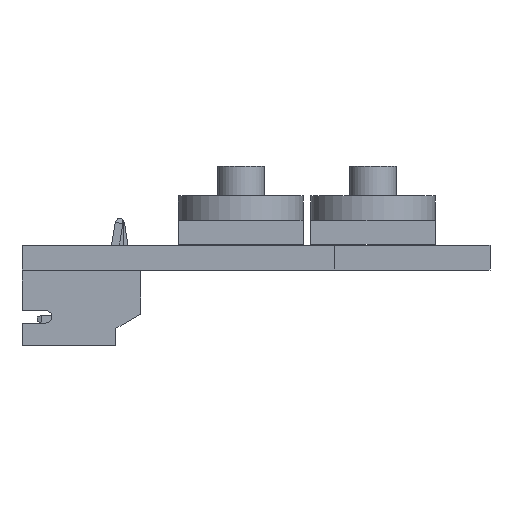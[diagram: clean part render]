
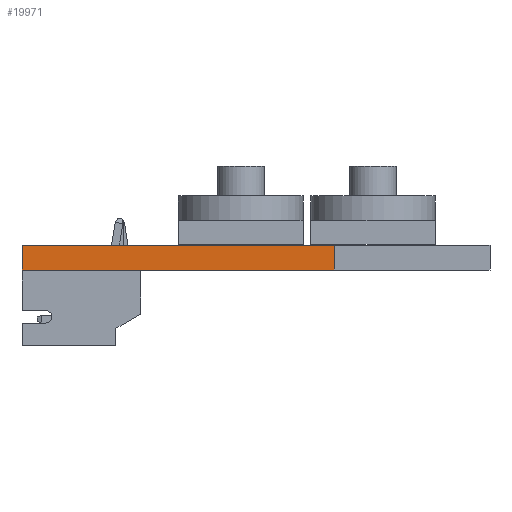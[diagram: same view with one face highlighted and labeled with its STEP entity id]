
A CAD part, front view. The second image highlights one B-rep face of the part: STEP entity #19971.
In plain terms, the highlighted planar face has unit normal (0, -1, 0).
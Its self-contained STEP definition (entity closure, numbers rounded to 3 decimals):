
#11083 = PLANE('',#11084);
#11084 = AXIS2_PLACEMENT_3D('',#11085,#11086,#11087);
#11085 = CARTESIAN_POINT('',(131.796,-91.571,1.6));
#11086 = DIRECTION('',(-0.,-0.,-1.));
#11087 = DIRECTION('',(-1.,0.,0.));
#11137 = PLANE('',#11138);
#11138 = AXIS2_PLACEMENT_3D('',#11139,#11140,#11141);
#11139 = CARTESIAN_POINT('',(131.796,-91.571,0.));
#11140 = DIRECTION('',(-0.,-0.,-1.));
#11141 = DIRECTION('',(-1.,0.,0.));
#11330 = VERTEX_POINT('',#11331);
#11331 = CARTESIAN_POINT('',(137.61,-142.73,0.));
#11345 = PLANE('',#11346);
#11346 = AXIS2_PLACEMENT_3D('',#11347,#11348,#11349);
#11347 = CARTESIAN_POINT('',(137.61,-100.23,0.));
#11348 = DIRECTION('',(1.,0.,-0.));
#11349 = DIRECTION('',(0.,-1.,0.));
#11357 = EDGE_CURVE('',#11330,#11358,#11360,.T.);
#11358 = VERTEX_POINT('',#11359);
#11359 = CARTESIAN_POINT('',(117.6,-142.73,0.));
#11360 = SURFACE_CURVE('',#11361,(#11365,#11372),.PCURVE_S1.);
#11361 = LINE('',#11362,#11363);
#11362 = CARTESIAN_POINT('',(137.61,-142.73,0.));
#11363 = VECTOR('',#11364,1.);
#11364 = DIRECTION('',(-1.,0.,0.));
#11365 = PCURVE('',#11137,#11366);
#11366 = DEFINITIONAL_REPRESENTATION('',(#11367),#11371);
#11367 = LINE('',#11368,#11369);
#11368 = CARTESIAN_POINT('',(-5.814,-51.159));
#11369 = VECTOR('',#11370,1.);
#11370 = DIRECTION('',(1.,0.));
#11371 = ( GEOMETRIC_REPRESENTATION_CONTEXT(2) 
PARAMETRIC_REPRESENTATION_CONTEXT() REPRESENTATION_CONTEXT('2D SPACE',''
  ) );
#11372 = PCURVE('',#11373,#11378);
#11373 = PLANE('',#11374);
#11374 = AXIS2_PLACEMENT_3D('',#11375,#11376,#11377);
#11375 = CARTESIAN_POINT('',(137.61,-142.73,0.));
#11376 = DIRECTION('',(0.,-1.,0.));
#11377 = DIRECTION('',(-1.,0.,0.));
#11378 = DEFINITIONAL_REPRESENTATION('',(#11379),#11383);
#11379 = LINE('',#11380,#11381);
#11380 = CARTESIAN_POINT('',(0.,-0.));
#11381 = VECTOR('',#11382,1.);
#11382 = DIRECTION('',(1.,0.));
#11383 = ( GEOMETRIC_REPRESENTATION_CONTEXT(2) 
PARAMETRIC_REPRESENTATION_CONTEXT() REPRESENTATION_CONTEXT('2D SPACE',''
  ) );
#11401 = PLANE('',#11402);
#11402 = AXIS2_PLACEMENT_3D('',#11403,#11404,#11405);
#11403 = CARTESIAN_POINT('',(117.6,-142.73,0.));
#11404 = DIRECTION('',(-1.,0.,0.));
#11405 = DIRECTION('',(0.,1.,0.));
#16008 = VERTEX_POINT('',#16009);
#16009 = CARTESIAN_POINT('',(137.61,-142.73,1.6));
#16030 = EDGE_CURVE('',#16008,#16031,#16033,.T.);
#16031 = VERTEX_POINT('',#16032);
#16032 = CARTESIAN_POINT('',(117.6,-142.73,1.6));
#16033 = SURFACE_CURVE('',#16034,(#16038,#16045),.PCURVE_S1.);
#16034 = LINE('',#16035,#16036);
#16035 = CARTESIAN_POINT('',(137.61,-142.73,1.6));
#16036 = VECTOR('',#16037,1.);
#16037 = DIRECTION('',(-1.,0.,0.));
#16038 = PCURVE('',#11083,#16039);
#16039 = DEFINITIONAL_REPRESENTATION('',(#16040),#16044);
#16040 = LINE('',#16041,#16042);
#16041 = CARTESIAN_POINT('',(-5.814,-51.159));
#16042 = VECTOR('',#16043,1.);
#16043 = DIRECTION('',(1.,0.));
#16044 = ( GEOMETRIC_REPRESENTATION_CONTEXT(2) 
PARAMETRIC_REPRESENTATION_CONTEXT() REPRESENTATION_CONTEXT('2D SPACE',''
  ) );
#16045 = PCURVE('',#11373,#16046);
#16046 = DEFINITIONAL_REPRESENTATION('',(#16047),#16051);
#16047 = LINE('',#16048,#16049);
#16048 = CARTESIAN_POINT('',(0.,-1.6));
#16049 = VECTOR('',#16050,1.);
#16050 = DIRECTION('',(1.,0.));
#16051 = ( GEOMETRIC_REPRESENTATION_CONTEXT(2) 
PARAMETRIC_REPRESENTATION_CONTEXT() REPRESENTATION_CONTEXT('2D SPACE',''
  ) );
#19923 = EDGE_CURVE('',#11330,#16008,#19924,.T.);
#19924 = SURFACE_CURVE('',#19925,(#19929,#19936),.PCURVE_S1.);
#19925 = LINE('',#19926,#19927);
#19926 = CARTESIAN_POINT('',(137.61,-142.73,0.));
#19927 = VECTOR('',#19928,1.);
#19928 = DIRECTION('',(0.,0.,1.));
#19929 = PCURVE('',#11345,#19930);
#19930 = DEFINITIONAL_REPRESENTATION('',(#19931),#19935);
#19931 = LINE('',#19932,#19933);
#19932 = CARTESIAN_POINT('',(42.5,0.));
#19933 = VECTOR('',#19934,1.);
#19934 = DIRECTION('',(0.,-1.));
#19935 = ( GEOMETRIC_REPRESENTATION_CONTEXT(2) 
PARAMETRIC_REPRESENTATION_CONTEXT() REPRESENTATION_CONTEXT('2D SPACE',''
  ) );
#19936 = PCURVE('',#11373,#19937);
#19937 = DEFINITIONAL_REPRESENTATION('',(#19938),#19942);
#19938 = LINE('',#19939,#19940);
#19939 = CARTESIAN_POINT('',(0.,-0.));
#19940 = VECTOR('',#19941,1.);
#19941 = DIRECTION('',(0.,-1.));
#19942 = ( GEOMETRIC_REPRESENTATION_CONTEXT(2) 
PARAMETRIC_REPRESENTATION_CONTEXT() REPRESENTATION_CONTEXT('2D SPACE',''
  ) );
#19971 = ADVANCED_FACE('',(#19972),#11373,.T.);
#19972 = FACE_BOUND('',#19973,.T.);
#19973 = EDGE_LOOP('',(#19974,#19975,#19976,#19997));
#19974 = ORIENTED_EDGE('',*,*,#19923,.T.);
#19975 = ORIENTED_EDGE('',*,*,#16030,.T.);
#19976 = ORIENTED_EDGE('',*,*,#19977,.F.);
#19977 = EDGE_CURVE('',#11358,#16031,#19978,.T.);
#19978 = SURFACE_CURVE('',#19979,(#19983,#19990),.PCURVE_S1.);
#19979 = LINE('',#19980,#19981);
#19980 = CARTESIAN_POINT('',(117.6,-142.73,0.));
#19981 = VECTOR('',#19982,1.);
#19982 = DIRECTION('',(0.,0.,1.));
#19983 = PCURVE('',#11373,#19984);
#19984 = DEFINITIONAL_REPRESENTATION('',(#19985),#19989);
#19985 = LINE('',#19986,#19987);
#19986 = CARTESIAN_POINT('',(20.01,0.));
#19987 = VECTOR('',#19988,1.);
#19988 = DIRECTION('',(0.,-1.));
#19989 = ( GEOMETRIC_REPRESENTATION_CONTEXT(2) 
PARAMETRIC_REPRESENTATION_CONTEXT() REPRESENTATION_CONTEXT('2D SPACE',''
  ) );
#19990 = PCURVE('',#11401,#19991);
#19991 = DEFINITIONAL_REPRESENTATION('',(#19992),#19996);
#19992 = LINE('',#19993,#19994);
#19993 = CARTESIAN_POINT('',(0.,0.));
#19994 = VECTOR('',#19995,1.);
#19995 = DIRECTION('',(0.,-1.));
#19996 = ( GEOMETRIC_REPRESENTATION_CONTEXT(2) 
PARAMETRIC_REPRESENTATION_CONTEXT() REPRESENTATION_CONTEXT('2D SPACE',''
  ) );
#19997 = ORIENTED_EDGE('',*,*,#11357,.F.);
